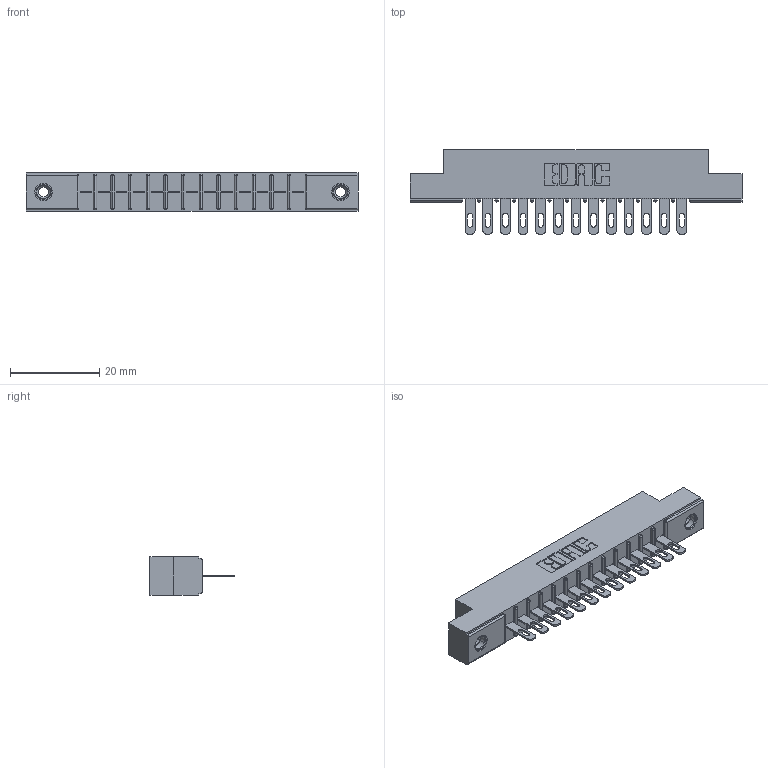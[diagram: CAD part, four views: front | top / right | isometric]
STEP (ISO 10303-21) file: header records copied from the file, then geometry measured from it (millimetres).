
FILE_DESCRIPTION (( 'STEP AP203' ), '1' );
FILE_NAME ('306-013-500-108.STEP', '2019-09-11T19:38:53', ( '' ), ( '' ), 'SwSTEP 2.0', 'SolidWorks 2016', '' );
FILE_SCHEMA (( 'CONFIG_CONTROL_DESIGN' ));
Length unit declared in the file: inch
Products named in the file (4): 306 Part_.156 Dia; 306-013-500-108; 306-290-001_100; 345-250-001_345-250-003-102
Assembly tree (16 placements, depth 2):
  306-013-500-108
    306 Part_.156 Dia
    306-290-001_100  x13
    345-250-001_345-250-003-102  x2
Bounding box: 74.52 x 18.87 x 8.71 mm (x, y, z)
Volume: 5088.4 mm3; surface area: 7480.6 mm2
Topology: 16 solids, 16 shells, 1164 faces, 3247 edges, 2086 vertices
Faces by surface type: plane 750, cylinder 346, sphere 52, cone 12, torus 4
Entity records: 17229 total; most frequent: CARTESIAN_POINT 2869, DIRECTION 2841, ORIENTED_EDGE 2834, EDGE_CURVE 1417, LINE 1089, VECTOR 1089, VERTEX_POINT 904, AXIS2_PLACEMENT_3D 876
